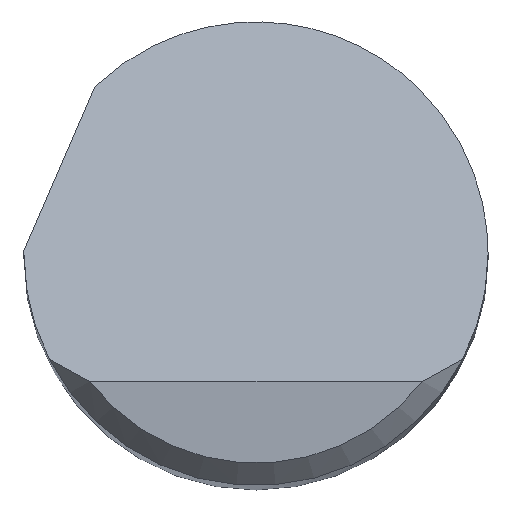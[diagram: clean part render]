
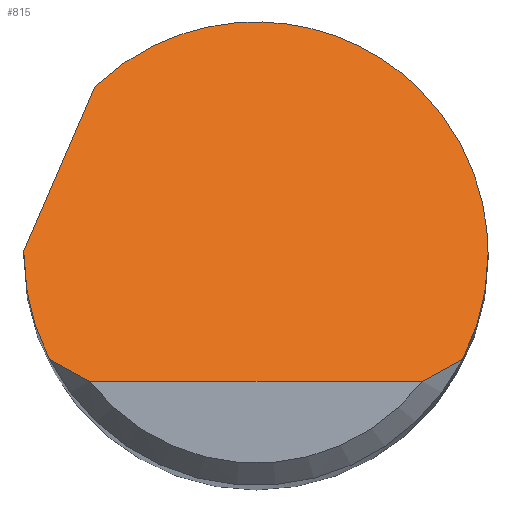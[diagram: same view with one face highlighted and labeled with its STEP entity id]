
A CAD part, top view. The second image highlights one B-rep face of the part: STEP entity #815.
In plain terms, the highlighted planar face has unit normal (0, 0.707, 0.707).
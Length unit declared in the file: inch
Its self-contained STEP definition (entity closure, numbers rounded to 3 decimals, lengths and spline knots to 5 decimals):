
#12 = B_SPLINE_CURVE_WITH_KNOTS ( 'NONE', 3,
 ( #636, #763, #584, #397 ),
 .UNSPECIFIED., .F., .F.,
 ( 4, 4 ),
 ( 0., 0.00088 ),
 .UNSPECIFIED. ) ;
#15 = EDGE_LOOP ( 'NONE', ( #809, #506, #518, #74, #319, #139, #18, #225 ) ) ;
#18 = ORIENTED_EDGE ( 'NONE', *, *, #668, .F. ) ;
#26 = PLANE ( 'NONE',  #117 ) ;
#34 = CARTESIAN_POINT ( 'NONE',  ( -0.15624, 0.002, 1.91175 ) ) ;
#51 = VERTEX_POINT ( 'NONE', #621 ) ;
#63 = VERTEX_POINT ( 'NONE', #630 ) ;
#65 = CARTESIAN_POINT ( 'NONE',  ( -0.13906, -0.07125, 1.985 ) ) ;
#74 = ORIENTED_EDGE ( 'NONE', *, *, #631, .F. ) ;
#81 = CARTESIAN_POINT ( 'NONE',  ( 0.00746, 0.22466, 1.68909 ) ) ;
#89 = CARTESIAN_POINT ( 'NONE',  ( -0.15624, 0.002, 1.91175 ) ) ;
#117 = AXIS2_PLACEMENT_3D ( 'NONE', #510, #738, #727 ) ;
#139 = ORIENTED_EDGE ( 'NONE', *, *, #344, .F. ) ;
#144 = VERTEX_POINT ( 'NONE', #542 ) ;
#152 = CARTESIAN_POINT ( 'NONE',  ( 0.15625, 0.1616, 1.75215 ) ) ;
#160 = EDGE_CURVE ( 'NONE', #637, #347, #393, .T. ) ;
#162 = DIRECTION ( 'NONE',  ( 0.292, 0.676, -0.676 ) ) ;
#163 = CARTESIAN_POINT ( 'NONE',  ( -0.15625, 0.00133, 1.91242 ) ) ;
#167 = CARTESIAN_POINT ( 'NONE',  ( 0.11186, -0.08625, 2. ) ) ;
#175 = VERTEX_POINT ( 'NONE', #414 ) ;
#208 = CARTESIAN_POINT ( 'NONE',  ( 0.13906, -0.07125, 1.985 ) ) ;
#215 =( BOUNDED_CURVE ( )  B_SPLINE_CURVE ( 3, ( #723, #337, #163, #34 ),
 .UNSPECIFIED., .F., .T. ) 
 B_SPLINE_CURVE_WITH_KNOTS ( ( 4, 4 ),
 ( 4.71239, 4.72519 ),
 .UNSPECIFIED. ) 
 CURVE ( )  GEOMETRIC_REPRESENTATION_ITEM ( )  RATIONAL_B_SPLINE_CURVE ( ( 1., 1., 1., 1. ) ) 
 REPRESENTATION_ITEM ( '' )  );
#225 = ORIENTED_EDGE ( 'NONE', *, *, #779, .T. ) ;
#228 = CARTESIAN_POINT ( 'NONE',  ( 0.13035, -0.07657, 1.99032 ) ) ;
#232 = CARTESIAN_POINT ( 'NONE',  ( 0.13906, -0.07125, 1.985 ) ) ;
#246 = EDGE_CURVE ( 'NONE', #63, #347, #699, .T. ) ;
#262 = FACE_OUTER_BOUND ( 'NONE', #15, .T. ) ;
#269 = EDGE_CURVE ( 'NONE', #175, #637, #639, .T. ) ;
#304 = CARTESIAN_POINT ( 'NONE',  ( -0.15625, 0., 1.91375 ) ) ;
#306 = CARTESIAN_POINT ( 'NONE',  ( -0.15625, 0., 1.91375 ) ) ;
#319 = ORIENTED_EDGE ( 'NONE', *, *, #678, .F. ) ;
#324 = VERTEX_POINT ( 'NONE', #89 ) ;
#337 = CARTESIAN_POINT ( 'NONE',  ( -0.15625, 0.00067, 1.91308 ) ) ;
#344 = EDGE_CURVE ( 'NONE', #704, #324, #215, .T. ) ;
#347 = VERTEX_POINT ( 'NONE', #208 ) ;
#371 = CARTESIAN_POINT ( 'NONE',  ( 0.13906, -0.07125, 1.985 ) ) ;
#378 = VECTOR ( 'NONE', #162, 39.37008 ) ;
#393 = B_SPLINE_CURVE_WITH_KNOTS ( 'NONE', 3,
 ( #804, #739, #228, #232 ),
 .UNSPECIFIED., .F., .F.,
 ( 4, 4 ),
 ( 0., 0.00088 ),
 .UNSPECIFIED. ) ;
#397 = CARTESIAN_POINT ( 'NONE',  ( -0.11186, -0.08625, 2. ) ) ;
#414 = CARTESIAN_POINT ( 'NONE',  ( -0.11186, -0.08625, 2. ) ) ;
#447 = CARTESIAN_POINT ( 'NONE',  ( -0.19107, -0.07874, 1.99249 ) ) ;
#495 = CARTESIAN_POINT ( 'NONE',  ( -0.15041, -0.04909, 1.96284 ) ) ;
#501 = CARTESIAN_POINT ( 'NONE',  ( 0.15041, -0.04909, 1.96284 ) ) ;
#506 = ORIENTED_EDGE ( 'NONE', *, *, #160, .T. ) ;
#509 = CARTESIAN_POINT ( 'NONE',  ( 0., -0.08625, 2. ) ) ;
#510 = CARTESIAN_POINT ( 'NONE',  ( -0.15625, -0.08625, 2. ) ) ;
#518 = ORIENTED_EDGE ( 'NONE', *, *, #246, .F. ) ;
#522 =( BOUNDED_CURVE ( )  B_SPLINE_CURVE ( 3, ( #585, #81, #152, #778 ),
 .UNSPECIFIED., .F., .T. ) 
 B_SPLINE_CURVE_WITH_KNOTS ( ( 4, 4 ),
 ( 5.51413, 7.85398 ),
 .UNSPECIFIED. ) 
 CURVE ( )  GEOMETRIC_REPRESENTATION_ITEM ( )  RATIONAL_B_SPLINE_CURVE ( ( 1., 0.593, 0.593, 1. ) ) 
 REPRESENTATION_ITEM ( '' )  );
#542 = CARTESIAN_POINT ( 'NONE',  ( -0.13906, -0.07125, 1.985 ) ) ;
#584 = CARTESIAN_POINT ( 'NONE',  ( -0.12131, -0.0816, 1.99535 ) ) ;
#585 = CARTESIAN_POINT ( 'NONE',  ( -0.10866, 0.11228, 1.80147 ) ) ;
#611 =( BOUNDED_CURVE ( )  B_SPLINE_CURVE ( 3, ( #65, #495, #624, #306 ),
 .UNSPECIFIED., .F., .T. ) 
 B_SPLINE_CURVE_WITH_KNOTS ( ( 4, 4 ),
 ( 4.23889, 4.71239 ),
 .UNSPECIFIED. ) 
 CURVE ( )  GEOMETRIC_REPRESENTATION_ITEM ( )  RATIONAL_B_SPLINE_CURVE ( ( 1., 0.981, 0.981, 1. ) ) 
 REPRESENTATION_ITEM ( '' )  );
#621 = CARTESIAN_POINT ( 'NONE',  ( -0.10866, 0.11228, 1.80147 ) ) ;
#624 = CARTESIAN_POINT ( 'NONE',  ( -0.15625, -0.02489, 1.93864 ) ) ;
#630 = CARTESIAN_POINT ( 'NONE',  ( 0.15625, 0., 1.91375 ) ) ;
#631 = EDGE_CURVE ( 'NONE', #51, #63, #522, .T. ) ;
#632 = CARTESIAN_POINT ( 'NONE',  ( 0.15625, -0.02489, 1.93864 ) ) ;
#636 = CARTESIAN_POINT ( 'NONE',  ( -0.13906, -0.07125, 1.985 ) ) ;
#637 = VERTEX_POINT ( 'NONE', #167 ) ;
#639 = LINE ( 'NONE', #509, #652 ) ;
#652 = VECTOR ( 'NONE', #767, 39.37008 ) ;
#668 = EDGE_CURVE ( 'NONE', #144, #704, #611, .T. ) ;
#678 = EDGE_CURVE ( 'NONE', #324, #51, #768, .T. ) ;
#692 = CARTESIAN_POINT ( 'NONE',  ( 0.15625, 0., 1.91375 ) ) ;
#699 =( BOUNDED_CURVE ( )  B_SPLINE_CURVE ( 3, ( #692, #632, #501, #371 ),
 .UNSPECIFIED., .F., .T. ) 
 B_SPLINE_CURVE_WITH_KNOTS ( ( 4, 4 ),
 ( 1.5708, 2.04429 ),
 .UNSPECIFIED. ) 
 CURVE ( )  GEOMETRIC_REPRESENTATION_ITEM ( )  RATIONAL_B_SPLINE_CURVE ( ( 1., 0.981, 0.981, 1. ) ) 
 REPRESENTATION_ITEM ( '' )  );
#704 = VERTEX_POINT ( 'NONE', #304 ) ;
#723 = CARTESIAN_POINT ( 'NONE',  ( -0.15625, 0., 1.91375 ) ) ;
#727 = DIRECTION ( 'NONE',  ( 0., 0.707, -0.707 ) ) ;
#738 = DIRECTION ( 'NONE',  ( 0., -0.707, -0.707 ) ) ;
#739 = CARTESIAN_POINT ( 'NONE',  ( 0.12131, -0.0816, 1.99535 ) ) ;
#763 = CARTESIAN_POINT ( 'NONE',  ( -0.13035, -0.07657, 1.99032 ) ) ;
#767 = DIRECTION ( 'NONE',  ( 1., 0., 0. ) ) ;
#768 = LINE ( 'NONE', #447, #378 ) ;
#778 = CARTESIAN_POINT ( 'NONE',  ( 0.15625, 0., 1.91375 ) ) ;
#779 = EDGE_CURVE ( 'NONE', #144, #175, #12, .T. ) ;
#804 = CARTESIAN_POINT ( 'NONE',  ( 0.11186, -0.08625, 2. ) ) ;
#809 = ORIENTED_EDGE ( 'NONE', *, *, #269, .T. ) ;
#815 = ADVANCED_FACE ( 'NONE', ( #262 ), #26, .F. ) ;
